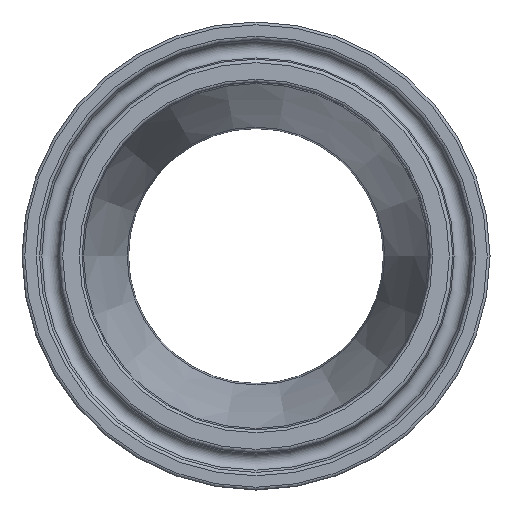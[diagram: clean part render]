
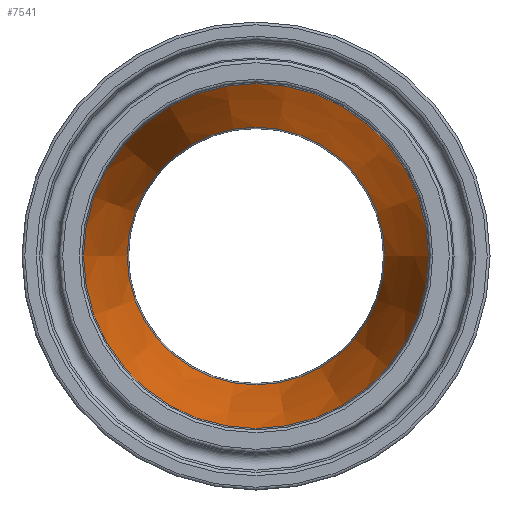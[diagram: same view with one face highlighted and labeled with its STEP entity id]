
A CAD part, left-side view. The second image highlights one B-rep face of the part: STEP entity #7541.
In plain terms, the highlighted conical face has half-angle 14.036 degrees and reference radius 20.574 mm.
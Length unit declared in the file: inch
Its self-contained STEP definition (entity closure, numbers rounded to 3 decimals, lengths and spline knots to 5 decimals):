
#16=CONICAL_SURFACE('',#7987,0.81,14.036);
#135=FACE_BOUND('',#1398,.T.);
#915=FACE_OUTER_BOUND('',#1397,.T.);
#1397=EDGE_LOOP('',(#7008));
#1398=EDGE_LOOP('',(#7009));
#1585=CIRCLE('',#7986,0.92754);
#1586=CIRCLE('',#7988,0.69246);
#3705=VERTEX_POINT('',#16700);
#3706=VERTEX_POINT('',#16703);
#4808=EDGE_CURVE('',#3705,#3705,#1585,.T.);
#4809=EDGE_CURVE('',#3706,#3706,#1586,.T.);
#7008=ORIENTED_EDGE('',*,*,#4809,.F.);
#7009=ORIENTED_EDGE('',*,*,#4808,.F.);
#7541=ADVANCED_FACE('',(#915,#135),#16,.F.);
#7986=AXIS2_PLACEMENT_3D('',#16701,#9362,#9363);
#7987=AXIS2_PLACEMENT_3D('',#16702,#9364,#9365);
#7988=AXIS2_PLACEMENT_3D('',#16704,#9366,#9367);
#9362=DIRECTION('center_axis',(1.,0.,0.));
#9363=DIRECTION('ref_axis',(0.,-1.,0.));
#9364=DIRECTION('center_axis',(-1.,0.,0.));
#9365=DIRECTION('ref_axis',(0.,1.,0.));
#9366=DIRECTION('center_axis',(-1.,0.,0.));
#9367=DIRECTION('ref_axis',(0.,-1.,0.));
#16700=CARTESIAN_POINT('',(0.40486,0.92754,0.));
#16701=CARTESIAN_POINT('Origin',(0.40486,0.,0.));
#16702=CARTESIAN_POINT('Origin',(0.875,0.,0.));
#16703=CARTESIAN_POINT('',(1.34514,0.69246,0.));
#16704=CARTESIAN_POINT('Origin',(1.34514,0.,0.));
